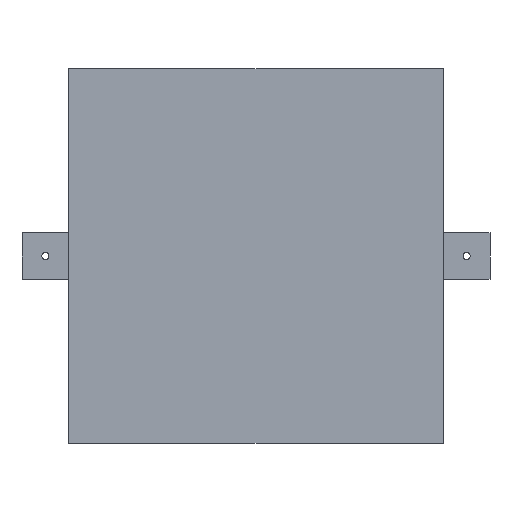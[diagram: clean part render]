
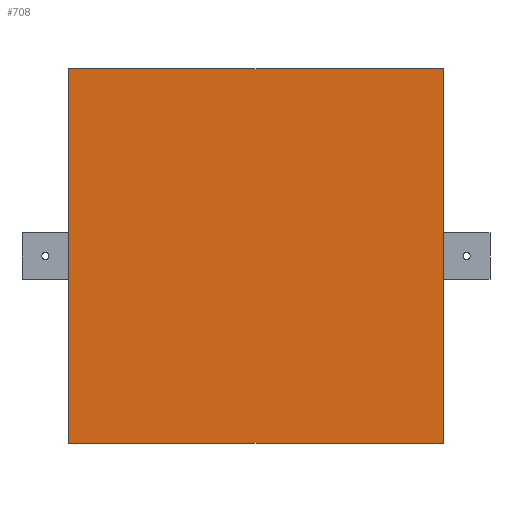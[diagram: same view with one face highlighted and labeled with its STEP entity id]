
A CAD part, front view. The second image highlights one B-rep face of the part: STEP entity #708.
In plain terms, the highlighted planar face has unit normal (0, -1, 0).
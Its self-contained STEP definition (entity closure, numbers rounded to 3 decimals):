
#10 = EDGE_CURVE ( 'NONE', #901, #1090, #701, .T. ) ;
#26 = VERTEX_POINT ( 'NONE', #851 ) ;
#67 = DIRECTION ( 'NONE',  ( 0., 0., 1. ) ) ;
#83 = PLANE ( 'NONE',  #1043 ) ;
#104 = ORIENTED_EDGE ( 'NONE', *, *, #386, .F. ) ;
#110 = CARTESIAN_POINT ( 'NONE',  ( 8., 0., -8. ) ) ;
#134 = ORIENTED_EDGE ( 'NONE', *, *, #268, .F. ) ;
#137 = CARTESIAN_POINT ( 'NONE',  ( -8., 0., 8. ) ) ;
#157 = CARTESIAN_POINT ( 'NONE',  ( -8., 0., -8. ) ) ;
#205 = EDGE_LOOP ( 'NONE', ( #104, #1087, #134, #983 ) ) ;
#268 = EDGE_CURVE ( 'NONE', #1090, #26, #360, .T. ) ;
#286 = VECTOR ( 'NONE', #1012, 1000. ) ;
#353 = EDGE_CURVE ( 'NONE', #26, #820, #759, .T. ) ;
#360 = LINE ( 'NONE', #809, #440 ) ;
#386 = EDGE_CURVE ( 'NONE', #820, #901, #743, .T. ) ;
#420 = CARTESIAN_POINT ( 'NONE',  ( 8., 0., -8. ) ) ;
#440 = VECTOR ( 'NONE', #67, 1000. ) ;
#521 = DIRECTION ( 'NONE',  ( -1., 0., 0. ) ) ;
#533 = VECTOR ( 'NONE', #521, 1000. ) ;
#635 = FACE_OUTER_BOUND ( 'NONE', #205, .T. ) ;
#686 = DIRECTION ( 'NONE',  ( 1., 0., 0. ) ) ;
#701 = LINE ( 'NONE', #157, #533 ) ;
#708 = ADVANCED_FACE ( 'NONE', ( #635 ), #83, .F. ) ;
#711 = DIRECTION ( 'NONE',  ( 0., 0., 1. ) ) ;
#741 = VECTOR ( 'NONE', #686, 1000. ) ;
#743 = LINE ( 'NONE', #420, #286 ) ;
#759 = LINE ( 'NONE', #137, #741 ) ;
#809 = CARTESIAN_POINT ( 'NONE',  ( -8., 0., -8. ) ) ;
#820 = VERTEX_POINT ( 'NONE', #1164 ) ;
#851 = CARTESIAN_POINT ( 'NONE',  ( -8., 0., 8. ) ) ;
#901 = VERTEX_POINT ( 'NONE', #110 ) ;
#905 = CARTESIAN_POINT ( 'NONE',  ( -8., 0., -8. ) ) ;
#983 = ORIENTED_EDGE ( 'NONE', *, *, #10, .F. ) ;
#1012 = DIRECTION ( 'NONE',  ( 0., 0., -1. ) ) ;
#1043 = AXIS2_PLACEMENT_3D ( 'NONE', #1056, #1148, #711 ) ;
#1056 = CARTESIAN_POINT ( 'NONE',  ( 0., 0., 0. ) ) ;
#1087 = ORIENTED_EDGE ( 'NONE', *, *, #353, .F. ) ;
#1090 = VERTEX_POINT ( 'NONE', #905 ) ;
#1148 = DIRECTION ( 'NONE',  ( 0., 1., 0. ) ) ;
#1164 = CARTESIAN_POINT ( 'NONE',  ( 8., 0., 8. ) ) ;
